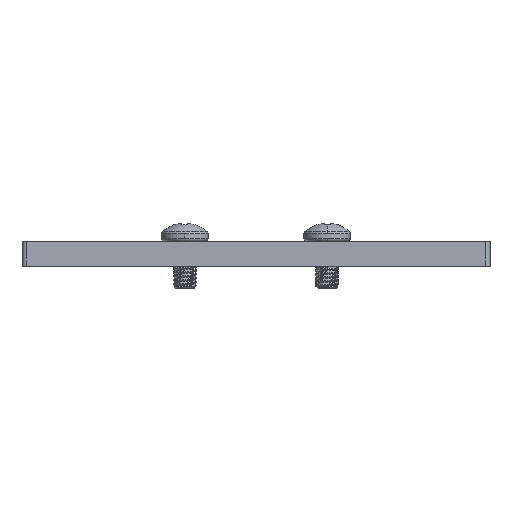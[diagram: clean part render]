
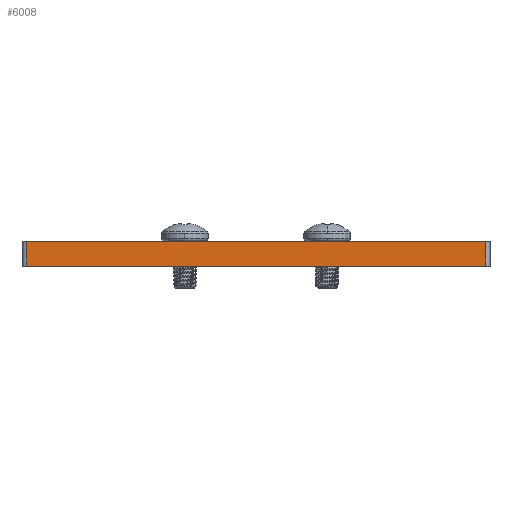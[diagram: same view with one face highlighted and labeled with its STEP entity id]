
A CAD part, top view. The second image highlights one B-rep face of the part: STEP entity #6008.
In plain terms, the highlighted planar face has unit normal (0, 0, 1).
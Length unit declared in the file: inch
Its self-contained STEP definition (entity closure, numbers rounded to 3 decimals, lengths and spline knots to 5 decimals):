
#142 = EDGE_CURVE ( 'NONE', #2919, #835, #3054, .T. ) ;
#197 = EDGE_LOOP ( 'NONE', ( #1671, #939, #3265, #7393 ) ) ;
#755 = DIRECTION ( 'NONE',  ( 1., 0., 0. ) ) ;
#808 = DIRECTION ( 'NONE',  ( 1., 0., 0. ) ) ;
#835 = VERTEX_POINT ( 'NONE', #3868 ) ;
#939 = ORIENTED_EDGE ( 'NONE', *, *, #3658, .T. ) ;
#1037 = DIRECTION ( 'NONE',  ( 0., 1., 0. ) ) ;
#1371 = VECTOR ( 'NONE', #6825, 39.37008 ) ;
#1671 = ORIENTED_EDGE ( 'NONE', *, *, #142, .F. ) ;
#1750 = VERTEX_POINT ( 'NONE', #2075 ) ;
#1767 = VECTOR ( 'NONE', #1037, 39.37008 ) ;
#1848 = CARTESIAN_POINT ( 'NONE',  ( -1.16437, 0.125, 0.75 ) ) ;
#1939 = EDGE_CURVE ( 'NONE', #1750, #6033, #4890, .T. ) ;
#1958 = CARTESIAN_POINT ( 'NONE',  ( -1.18937, 0.125, 0.75 ) ) ;
#2075 = CARTESIAN_POINT ( 'NONE',  ( -1.16437, 0., 0.75 ) ) ;
#2919 = VERTEX_POINT ( 'NONE', #1848 ) ;
#3054 = LINE ( 'NONE', #1958, #7092 ) ;
#3105 = AXIS2_PLACEMENT_3D ( 'NONE', #7408, #6250, #3452 ) ;
#3265 = ORIENTED_EDGE ( 'NONE', *, *, #1939, .T. ) ;
#3452 = DIRECTION ( 'NONE',  ( -1., 0., 0. ) ) ;
#3658 = EDGE_CURVE ( 'NONE', #2919, #1750, #7376, .T. ) ;
#3868 = CARTESIAN_POINT ( 'NONE',  ( 1.16437, 0.125, 0.75 ) ) ;
#3921 = LINE ( 'NONE', #4998, #1767 ) ;
#4569 = EDGE_CURVE ( 'NONE', #6033, #835, #3921, .T. ) ;
#4890 = LINE ( 'NONE', #5905, #7400 ) ;
#4998 = CARTESIAN_POINT ( 'NONE',  ( 1.16437, 0.125, 0.75 ) ) ;
#5126 = CARTESIAN_POINT ( 'NONE',  ( -1.16437, 0.125, 0.75 ) ) ;
#5691 = FACE_OUTER_BOUND ( 'NONE', #197, .T. ) ;
#5905 = CARTESIAN_POINT ( 'NONE',  ( -1.18937, 0., 0.75 ) ) ;
#6008 = ADVANCED_FACE ( 'NONE', ( #5691 ), #6807, .F. ) ;
#6033 = VERTEX_POINT ( 'NONE', #7378 ) ;
#6250 = DIRECTION ( 'NONE',  ( 0., 0., -1. ) ) ;
#6807 = PLANE ( 'NONE',  #3105 ) ;
#6825 = DIRECTION ( 'NONE',  ( 0., -1., 0. ) ) ;
#7092 = VECTOR ( 'NONE', #755, 39.37008 ) ;
#7376 = LINE ( 'NONE', #5126, #1371 ) ;
#7378 = CARTESIAN_POINT ( 'NONE',  ( 1.16437, 0., 0.75 ) ) ;
#7393 = ORIENTED_EDGE ( 'NONE', *, *, #4569, .T. ) ;
#7400 = VECTOR ( 'NONE', #808, 39.37008 ) ;
#7408 = CARTESIAN_POINT ( 'NONE',  ( -1.18937, 0.125, 0.75 ) ) ;
